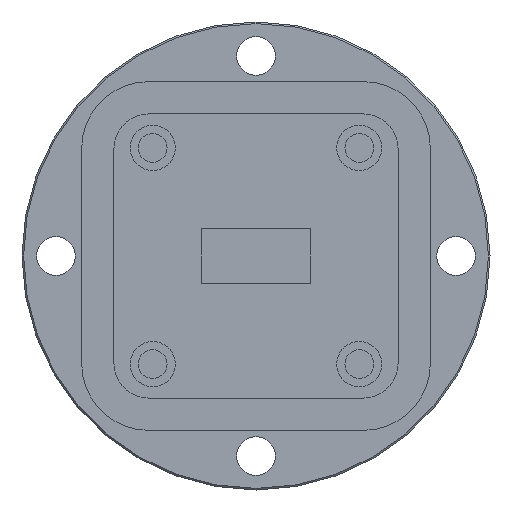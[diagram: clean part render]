
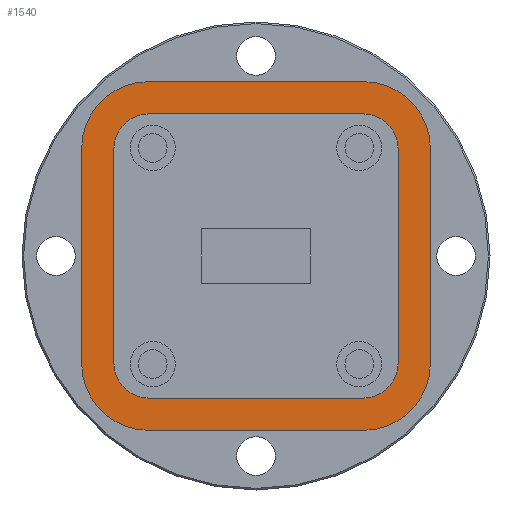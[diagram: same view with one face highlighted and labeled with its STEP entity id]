
A CAD part, front view. The second image highlights one B-rep face of the part: STEP entity #1540.
In plain terms, the highlighted planar face has unit normal (0, -1, 0).
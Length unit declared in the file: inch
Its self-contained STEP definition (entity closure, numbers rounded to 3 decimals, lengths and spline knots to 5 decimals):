
#4 = EDGE_CURVE ( 'NONE', #56, #361, #1721, .T. ) ;
#14 = EDGE_CURVE ( 'NONE', #361, #442, #859, .T. ) ;
#56 = VERTEX_POINT ( 'NONE', #1830 ) ;
#115 = CIRCLE ( 'NONE', #3216, 0.206 ) ;
#144 = AXIS2_PLACEMENT_3D ( 'NONE', #374, #2224, #1193 ) ;
#215 = CARTESIAN_POINT ( 'NONE',  ( 0.44, 0.075, 0.334 ) ) ;
#241 = CARTESIAN_POINT ( 'NONE',  ( -0.334, 0.075, 0.334 ) ) ;
#244 = CARTESIAN_POINT ( 'NONE',  ( 0.334, 0.075, -0.44 ) ) ;
#309 = EDGE_CURVE ( 'NONE', #442, #2542, #3073, .T. ) ;
#323 = VERTEX_POINT ( 'NONE', #1006 ) ;
#327 = EDGE_CURVE ( 'NONE', #1465, #3392, #115, .T. ) ;
#348 = LINE ( 'NONE', #1601, #3264 ) ;
#361 = VERTEX_POINT ( 'NONE', #215 ) ;
#374 = CARTESIAN_POINT ( 'NONE',  ( -0.334, 0.075, -0.334 ) ) ;
#388 = DIRECTION ( 'NONE',  ( 0., 0., -1. ) ) ;
#416 = VECTOR ( 'NONE', #514, 39.37008 ) ;
#428 = ORIENTED_EDGE ( 'NONE', *, *, #878, .T. ) ;
#441 = CARTESIAN_POINT ( 'NONE',  ( 0.334, 0.075, -0.334 ) ) ;
#442 = VERTEX_POINT ( 'NONE', #618 ) ;
#448 = ORIENTED_EDGE ( 'NONE', *, *, #3017, .T. ) ;
#498 = CARTESIAN_POINT ( 'NONE',  ( 0.334, 0.075, 0.44 ) ) ;
#510 = DIRECTION ( 'NONE',  ( 0., 0., 1. ) ) ;
#514 = DIRECTION ( 'NONE',  ( 1., 0., 0. ) ) ;
#547 = AXIS2_PLACEMENT_3D ( 'NONE', #441, #1719, #1164 ) ;
#614 = CARTESIAN_POINT ( 'NONE',  ( -0.334, 0.075, -0.334 ) ) ;
#618 = CARTESIAN_POINT ( 'NONE',  ( 0.44, 0.075, -0.334 ) ) ;
#645 = CARTESIAN_POINT ( 'NONE',  ( 0.334, 0.075, -0.44 ) ) ;
#655 = EDGE_CURVE ( 'NONE', #1055, #2589, #1231, .T. ) ;
#656 = CARTESIAN_POINT ( 'NONE',  ( 0.54, 0.075, 0.334 ) ) ;
#704 = DIRECTION ( 'NONE',  ( -1., 0., 0. ) ) ;
#729 = ORIENTED_EDGE ( 'NONE', *, *, #3307, .T. ) ;
#741 = DIRECTION ( 'NONE',  ( 0., 0., -1. ) ) ;
#819 = CARTESIAN_POINT ( 'NONE',  ( 0.54, 0.075, -0.334 ) ) ;
#823 = VERTEX_POINT ( 'NONE', #1364 ) ;
#846 = DIRECTION ( 'NONE',  ( 0., 0., 1. ) ) ;
#857 = CARTESIAN_POINT ( 'NONE',  ( -0.44, 0.075, 0.334 ) ) ;
#859 = LINE ( 'NONE', #1760, #1943 ) ;
#873 = LINE ( 'NONE', #2026, #3288 ) ;
#878 = EDGE_CURVE ( 'NONE', #1994, #2372, #3226, .T. ) ;
#906 = DIRECTION ( 'NONE',  ( -1., 0., 0. ) ) ;
#931 = DIRECTION ( 'NONE',  ( 0., -1., 0. ) ) ;
#1006 = CARTESIAN_POINT ( 'NONE',  ( 0.334, 0.075, -0.54 ) ) ;
#1008 = ORIENTED_EDGE ( 'NONE', *, *, #1094, .T. ) ;
#1009 = DIRECTION ( 'NONE',  ( 0., -1., 0. ) ) ;
#1011 = DIRECTION ( 'NONE',  ( 1., 0., 0. ) ) ;
#1019 = CARTESIAN_POINT ( 'NONE',  ( 0.334, 0.075, 0.334 ) ) ;
#1040 = ORIENTED_EDGE ( 'NONE', *, *, #1560, .T. ) ;
#1041 = DIRECTION ( 'NONE',  ( 0., 1., 0. ) ) ;
#1043 = CARTESIAN_POINT ( 'NONE',  ( 0.334, 0.075, -0.334 ) ) ;
#1055 = VERTEX_POINT ( 'NONE', #1336 ) ;
#1062 = CARTESIAN_POINT ( 'NONE',  ( -0.334, 0.075, -0.54 ) ) ;
#1072 = VERTEX_POINT ( 'NONE', #1062 ) ;
#1094 = EDGE_CURVE ( 'NONE', #2589, #2335, #348, .T. ) ;
#1164 = DIRECTION ( 'NONE',  ( 0., 0., -1. ) ) ;
#1172 = ORIENTED_EDGE ( 'NONE', *, *, #2414, .T. ) ;
#1193 = DIRECTION ( 'NONE',  ( 0., 0., 1. ) ) ;
#1208 = LINE ( 'NONE', #498, #2446 ) ;
#1231 = CIRCLE ( 'NONE', #1334, 0.206 ) ;
#1288 = LINE ( 'NONE', #645, #1735 ) ;
#1323 = ORIENTED_EDGE ( 'NONE', *, *, #327, .T. ) ;
#1326 = EDGE_LOOP ( 'NONE', ( #1040, #2119, #1323, #2447, #2573, #1008, #1514, #1172 ) ) ;
#1334 = AXIS2_PLACEMENT_3D ( 'NONE', #1985, #931, #388 ) ;
#1336 = CARTESIAN_POINT ( 'NONE',  ( -0.334, 0.075, 0.54 ) ) ;
#1339 = AXIS2_PLACEMENT_3D ( 'NONE', #614, #2500, #2751 ) ;
#1364 = CARTESIAN_POINT ( 'NONE',  ( -0.334, 0.075, 0.44 ) ) ;
#1388 = ORIENTED_EDGE ( 'NONE', *, *, #309, .T. ) ;
#1465 = VERTEX_POINT ( 'NONE', #656 ) ;
#1493 = DIRECTION ( 'NONE',  ( 0., 0., -1. ) ) ;
#1504 = VECTOR ( 'NONE', #846, 39.37008 ) ;
#1514 = ORIENTED_EDGE ( 'NONE', *, *, #2144, .T. ) ;
#1526 = CIRCLE ( 'NONE', #547, 0.206 ) ;
#1532 = DIRECTION ( 'NONE',  ( 0., 0., -1. ) ) ;
#1540 = ADVANCED_FACE ( 'NONE', ( #2071, #1989 ), #2038, .T. ) ;
#1560 = EDGE_CURVE ( 'NONE', #323, #1827, #1526, .T. ) ;
#1570 = DIRECTION ( 'NONE',  ( 0., 1., 0. ) ) ;
#1601 = CARTESIAN_POINT ( 'NONE',  ( -0.54, 0.075, -0.334 ) ) ;
#1648 = ORIENTED_EDGE ( 'NONE', *, *, #2938, .T. ) ;
#1675 = ORIENTED_EDGE ( 'NONE', *, *, #14, .T. ) ;
#1719 = DIRECTION ( 'NONE',  ( 0., -1., 0. ) ) ;
#1721 = CIRCLE ( 'NONE', #2936, 0.106 ) ;
#1735 = VECTOR ( 'NONE', #906, 39.37008 ) ;
#1760 = CARTESIAN_POINT ( 'NONE',  ( 0.44, 0.075, 0.334 ) ) ;
#1780 = CARTESIAN_POINT ( 'NONE',  ( 0.334, 0.075, 0.334 ) ) ;
#1785 = LINE ( 'NONE', #3126, #416 ) ;
#1787 = CARTESIAN_POINT ( 'NONE',  ( 0.334, 0.075, 0.54 ) ) ;
#1805 = DIRECTION ( 'NONE',  ( 0., -1., 0. ) ) ;
#1827 = VERTEX_POINT ( 'NONE', #2604 ) ;
#1830 = CARTESIAN_POINT ( 'NONE',  ( 0.334, 0.075, 0.44 ) ) ;
#1832 = CIRCLE ( 'NONE', #144, 0.106 ) ;
#1883 = ORIENTED_EDGE ( 'NONE', *, *, #2428, .T. ) ;
#1897 = CARTESIAN_POINT ( 'NONE',  ( -0.334, 0.075, -0.44 ) ) ;
#1943 = VECTOR ( 'NONE', #1493, 39.37008 ) ;
#1985 = CARTESIAN_POINT ( 'NONE',  ( -0.334, 0.075, 0.334 ) ) ;
#1989 = FACE_BOUND ( 'NONE', #2820, .T. ) ;
#1994 = VERTEX_POINT ( 'NONE', #2450 ) ;
#2010 = VERTEX_POINT ( 'NONE', #1897 ) ;
#2026 = CARTESIAN_POINT ( 'NONE',  ( 0.334, 0.075, 0.54 ) ) ;
#2038 = PLANE ( 'NONE',  #2194 ) ;
#2071 = FACE_OUTER_BOUND ( 'NONE', #1326, .T. ) ;
#2119 = ORIENTED_EDGE ( 'NONE', *, *, #2545, .T. ) ;
#2144 = EDGE_CURVE ( 'NONE', #2335, #1072, #2240, .T. ) ;
#2194 = AXIS2_PLACEMENT_3D ( 'NONE', #1780, #1009, #1532 ) ;
#2224 = DIRECTION ( 'NONE',  ( 0., 1., 0. ) ) ;
#2240 = CIRCLE ( 'NONE', #1339, 0.206 ) ;
#2320 = EDGE_CURVE ( 'NONE', #3392, #1055, #873, .T. ) ;
#2335 = VERTEX_POINT ( 'NONE', #3091 ) ;
#2371 = DIRECTION ( 'NONE',  ( 0., 1., 0. ) ) ;
#2372 = VERTEX_POINT ( 'NONE', #3337 ) ;
#2414 = EDGE_CURVE ( 'NONE', #1072, #323, #1785, .T. ) ;
#2428 = EDGE_CURVE ( 'NONE', #823, #56, #1208, .T. ) ;
#2446 = VECTOR ( 'NONE', #1011, 39.37008 ) ;
#2447 = ORIENTED_EDGE ( 'NONE', *, *, #2320, .T. ) ;
#2450 = CARTESIAN_POINT ( 'NONE',  ( -0.44, 0.075, -0.334 ) ) ;
#2500 = DIRECTION ( 'NONE',  ( 0., -1., 0. ) ) ;
#2542 = VERTEX_POINT ( 'NONE', #244 ) ;
#2545 = EDGE_CURVE ( 'NONE', #1827, #1465, #2894, .T. ) ;
#2548 = CARTESIAN_POINT ( 'NONE',  ( 0.334, 0.075, 0.334 ) ) ;
#2573 = ORIENTED_EDGE ( 'NONE', *, *, #655, .T. ) ;
#2589 = VERTEX_POINT ( 'NONE', #3119 ) ;
#2604 = CARTESIAN_POINT ( 'NONE',  ( 0.54, 0.075, -0.334 ) ) ;
#2640 = DIRECTION ( 'NONE',  ( 0., 0., 1. ) ) ;
#2694 = AXIS2_PLACEMENT_3D ( 'NONE', #1043, #2371, #2874 ) ;
#2751 = DIRECTION ( 'NONE',  ( 0., 0., -1. ) ) ;
#2820 = EDGE_LOOP ( 'NONE', ( #448, #1648, #428, #729, #1883, #3137, #1675, #1388 ) ) ;
#2874 = DIRECTION ( 'NONE',  ( 0., 0., 1. ) ) ;
#2894 = LINE ( 'NONE', #819, #3090 ) ;
#2936 = AXIS2_PLACEMENT_3D ( 'NONE', #2548, #1041, #510 ) ;
#2938 = EDGE_CURVE ( 'NONE', #2010, #1994, #1832, .T. ) ;
#2964 = CIRCLE ( 'NONE', #3076, 0.106 ) ;
#3017 = EDGE_CURVE ( 'NONE', #2542, #2010, #1288, .T. ) ;
#3073 = CIRCLE ( 'NONE', #2694, 0.106 ) ;
#3076 = AXIS2_PLACEMENT_3D ( 'NONE', #241, #1570, #3400 ) ;
#3090 = VECTOR ( 'NONE', #2640, 39.37008 ) ;
#3091 = CARTESIAN_POINT ( 'NONE',  ( -0.54, 0.075, -0.334 ) ) ;
#3119 = CARTESIAN_POINT ( 'NONE',  ( -0.54, 0.075, 0.334 ) ) ;
#3126 = CARTESIAN_POINT ( 'NONE',  ( 0.334, 0.075, -0.54 ) ) ;
#3137 = ORIENTED_EDGE ( 'NONE', *, *, #4, .T. ) ;
#3159 = DIRECTION ( 'NONE',  ( 0., 0., -1. ) ) ;
#3216 = AXIS2_PLACEMENT_3D ( 'NONE', #1019, #1805, #741 ) ;
#3226 = LINE ( 'NONE', #857, #1504 ) ;
#3264 = VECTOR ( 'NONE', #3159, 39.37008 ) ;
#3288 = VECTOR ( 'NONE', #704, 39.37008 ) ;
#3307 = EDGE_CURVE ( 'NONE', #2372, #823, #2964, .T. ) ;
#3337 = CARTESIAN_POINT ( 'NONE',  ( -0.44, 0.075, 0.334 ) ) ;
#3392 = VERTEX_POINT ( 'NONE', #1787 ) ;
#3400 = DIRECTION ( 'NONE',  ( 0., 0., 1. ) ) ;
